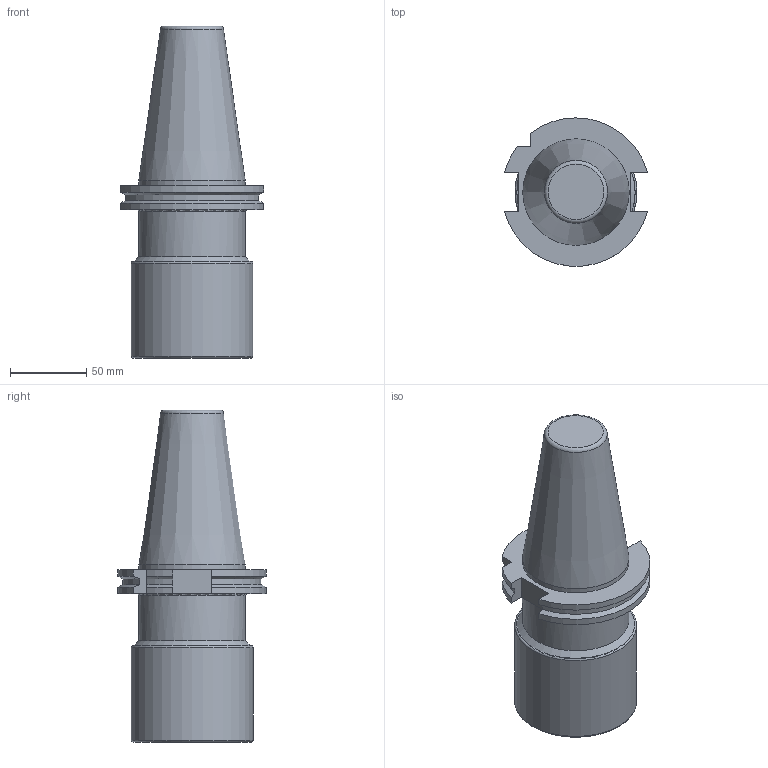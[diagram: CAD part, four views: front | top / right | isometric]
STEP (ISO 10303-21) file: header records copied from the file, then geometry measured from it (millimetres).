
FILE_DESCRIPTION(/* description */ (''),/* implementation_level */ '2;1');
FILE_NAME(/* name */ 'R215.59-CV50080061-12.6B.stp',/* time_stamp */ '2017-09-14T10:17:31+06:00',/* author */ (''),/* organization */ (''),/* preprocessor_version */ 'ST-DEVELOPER v16',/* originating_system */ 'SIEMENS PLM Software NX 11.0',/* authorisation */ '');
FILE_SCHEMA (('AUTOMOTIVE_DESIGN { 1 0 10303 214 3 1 1 1 }'));
Length unit declared in the file: millimetre
Products named in the file (1): R215.59-CV50080061-12.6B
Bounding box: 94.05 x 97.32 x 217.95 mm (x, y, z)
Volume: 967418 mm3; surface area: 99241.6 mm2
Topology: 3 solids, 3 shells, 44 faces, 105 edges, 68 vertices
Faces by surface type: plane 16, cylinder 14, cone 8, torus 6
Full cylindrical faces by diameter (mm): 54.6 x1, 69.85 x1, 70.1 x1, 77.8 x1, 80 x1
Entity records: 1268 total; most frequent: CARTESIAN_POINT 243, DIRECTION 208, ORIENTED_EDGE 178, EDGE_CURVE 89, AXIS2_PLACEMENT_3D 84, VERTEX_POINT 65, EDGE_LOOP 60, ADVANCED_FACE 44
